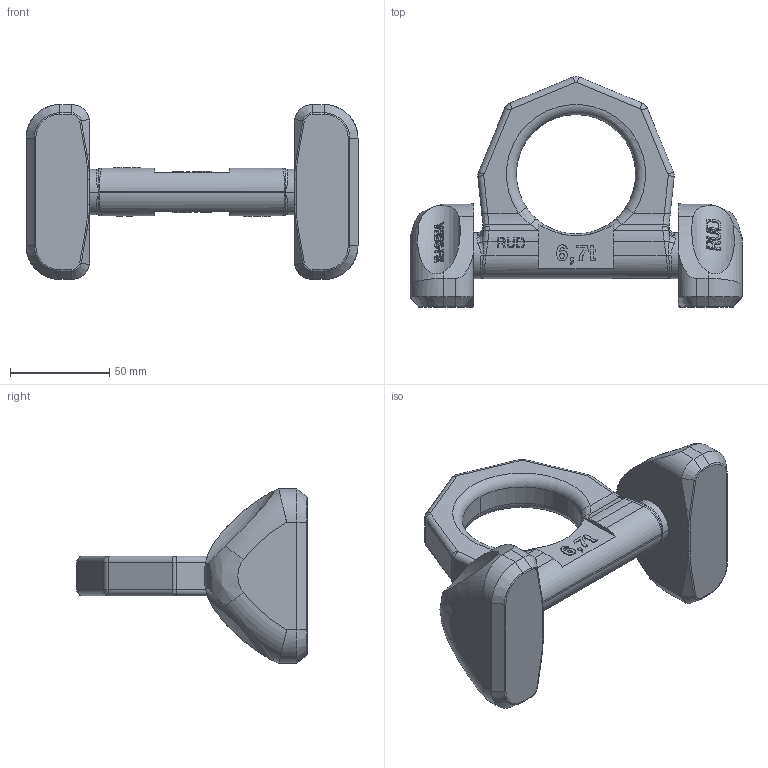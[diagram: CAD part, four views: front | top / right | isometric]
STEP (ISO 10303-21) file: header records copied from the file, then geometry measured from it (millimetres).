
FILE_DESCRIPTION((''),'2;1');
FILE_NAME('001-M33750-P1_ASM','2019-02-01T',('anja.joas'),(''),'PRO/ENGINEER BY PARAMETRIC TECHNOLOGY CORPORATION, 2011490','PRO/ENGINEER BY PARAMETRIC TECHNOLOGY CORPORATION, 2011490','');
FILE_SCHEMA(('CONFIG_CONTROL_DESIGN'));
Length unit declared in the file: millimetre
Products named in the file (3): 001-M33750-P11; 001-M35241-P-1; 001-M33750-P1_ASM
Assembly tree (3 placements, depth 2):
  001-M33750-P1_ASM
    001-M33750-P11  x2
    001-M35241-P-1
Bounding box: 167 x 116.12 x 88 mm (x, y, z)
Volume: 302982 mm3; surface area: 51496.6 mm2
Topology: 3 solids, 3 shells, 1076 faces, 2944 edges, 1916 vertices
Faces by surface type: plane 762, cylinder 98, bspline 76, extrusion 68, torus 60, cone 12
Entity records: 27961 total; most frequent: CARTESIAN_POINT 9592, ORIENTED_EDGE 4266, DIRECTION 3102, EDGE_CURVE 2133, VERTEX_POINT 1382, VECTOR 1102, LINE 1034, AXIS2_PLACEMENT_3D 1000
